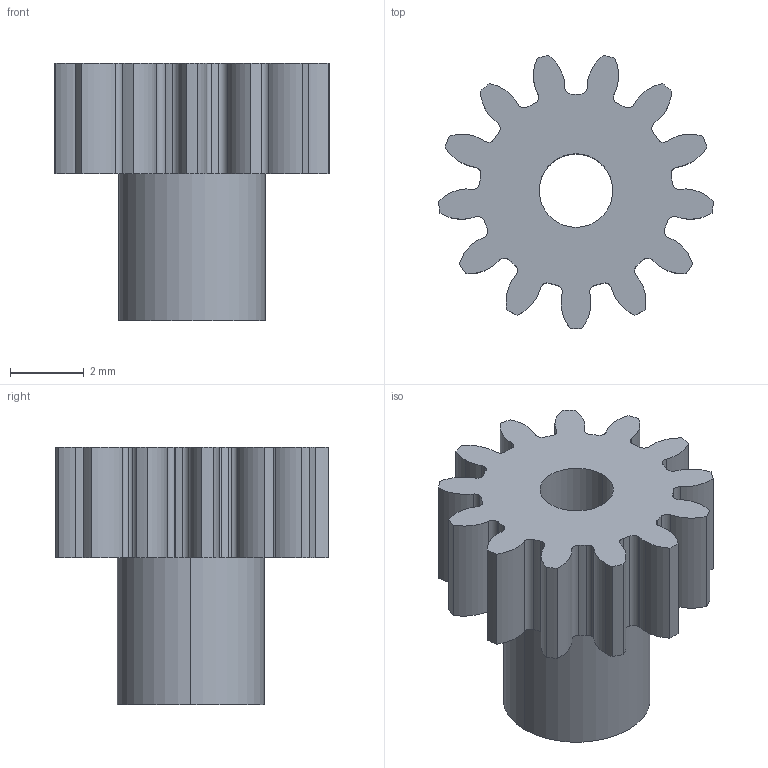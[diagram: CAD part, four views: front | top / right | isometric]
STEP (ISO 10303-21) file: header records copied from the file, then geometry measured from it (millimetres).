
FILE_DESCRIPTION (( 'STEP AP214' ), '1' );
FILE_NAME ('119-005-013.step', '2010-07-19T13:50:01', ( 'WMH Herion Antriebstechnik GmbH' ), ( 'WMH Herion Antriebstechnik GmbH' ), 'SwSTEP 2.0', 'SolidWorks 2010', '' );
FILE_SCHEMA (( 'AUTOMOTIVE_DESIGN' ));
Length unit declared in the file: millimetre
Products named in the file (1): 119-005-013
Bounding box: 7.48 x 7.43 x 7 mm (x, y, z)
Volume: 124.5 mm3; surface area: 274.8 mm2
Topology: 1 solids, 1 shells, 94 faces, 273 edges, 182 vertices
Faces by surface type: cylinder 91, plane 3
Entity records: 3257 total; most frequent: DIRECTION 645, CARTESIAN_POINT 550, ORIENTED_EDGE 546, AXIS2_PLACEMENT_3D 277, EDGE_CURVE 273, VERTEX_POINT 182, CIRCLE 182, EDGE_LOOP 97
